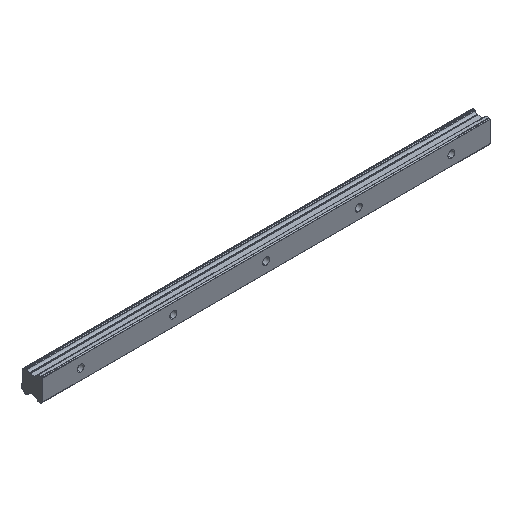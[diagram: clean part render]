
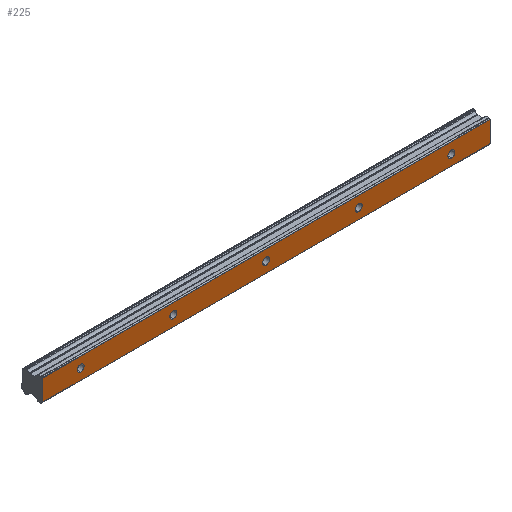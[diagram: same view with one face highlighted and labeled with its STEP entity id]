
A CAD part, isometric view. The second image highlights one B-rep face of the part: STEP entity #225.
In plain terms, the highlighted planar face has unit normal (0, -1, 0).
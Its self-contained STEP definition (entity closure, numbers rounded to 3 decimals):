
#1 = VERTEX_POINT ( 'NONE', #1221 ) ;
#11 = CARTESIAN_POINT ( 'NONE',  ( 180., 0., 0. ) ) ;
#46 = LINE ( 'NONE', #1886, #1973 ) ;
#56 = FACE_BOUND ( 'NONE', #623, .T. ) ;
#62 = EDGE_CURVE ( 'NONE', #529, #1107, #462, .T. ) ;
#65 = EDGE_CURVE ( 'NONE', #1, #1394, #2173, .T. ) ;
#66 = VERTEX_POINT ( 'NONE', #153 ) ;
#73 = FACE_BOUND ( 'NONE', #1184, .T. ) ;
#96 = CARTESIAN_POINT ( 'NONE',  ( 180., 0., 2.25 ) ) ;
#133 = EDGE_CURVE ( 'NONE', #1049, #1124, #1398, .T. ) ;
#153 = CARTESIAN_POINT ( 'NONE',  ( -25., 0., 6.786 ) ) ;
#154 = DIRECTION ( 'NONE',  ( 0., -1., 0. ) ) ;
#166 = ORIENTED_EDGE ( 'NONE', *, *, #205, .F. ) ;
#171 = ORIENTED_EDGE ( 'NONE', *, *, #882, .F. ) ;
#205 = EDGE_CURVE ( 'NONE', #1394, #66, #46, .T. ) ;
#211 = FACE_BOUND ( 'NONE', #487, .T. ) ;
#225 = ADVANCED_FACE ( 'NONE', ( #1296, #1333, #211, #73, #788, #56 ), #1517, .F. ) ;
#237 = CARTESIAN_POINT ( 'NONE',  ( 0., 0., 2.25 ) ) ;
#246 = DIRECTION ( 'NONE',  ( 0., 0., 1. ) ) ;
#259 = CIRCLE ( 'NONE', #1927, 2.25 ) ;
#271 = ORIENTED_EDGE ( 'NONE', *, *, #1818, .F. ) ;
#289 = CARTESIAN_POINT ( 'NONE',  ( 180., 0., -2.25 ) ) ;
#300 = DIRECTION ( 'NONE',  ( 0., -1., 0. ) ) ;
#335 = CARTESIAN_POINT ( 'NONE',  ( 120., 0., 0. ) ) ;
#343 = CARTESIAN_POINT ( 'NONE',  ( 240., 0., 0. ) ) ;
#399 = DIRECTION ( 'NONE',  ( 0., 0., 1. ) ) ;
#462 = CIRCLE ( 'NONE', #794, 2.25 ) ;
#487 = EDGE_LOOP ( 'NONE', ( #2298, #1535 ) ) ;
#502 = ORIENTED_EDGE ( 'NONE', *, *, #601, .F. ) ;
#506 = CARTESIAN_POINT ( 'NONE',  ( 120., 0., -2.25 ) ) ;
#529 = VERTEX_POINT ( 'NONE', #96 ) ;
#530 = CARTESIAN_POINT ( 'NONE',  ( 120., 0., 0. ) ) ;
#532 = VERTEX_POINT ( 'NONE', #506 ) ;
#580 = DIRECTION ( 'NONE',  ( 0., -1., 0. ) ) ;
#601 = EDGE_CURVE ( 'NONE', #1026, #1643, #645, .T. ) ;
#607 = DIRECTION ( 'NONE',  ( 0., 0., 1. ) ) ;
#609 = ORIENTED_EDGE ( 'NONE', *, *, #950, .F. ) ;
#621 = CARTESIAN_POINT ( 'NONE',  ( 240., 0., -2.25 ) ) ;
#623 = EDGE_LOOP ( 'NONE', ( #609, #502 ) ) ;
#635 = CIRCLE ( 'NONE', #777, 2.25 ) ;
#639 = VECTOR ( 'NONE', #1048, 1000. ) ;
#644 = CARTESIAN_POINT ( 'NONE',  ( 265., 0., 6.786 ) ) ;
#645 = CIRCLE ( 'NONE', #1967, 2.25 ) ;
#667 = CIRCLE ( 'NONE', #1843, 2.25 ) ;
#669 = VECTOR ( 'NONE', #1910, 1000. ) ;
#676 = CARTESIAN_POINT ( 'NONE',  ( 60., 0., 2.25 ) ) ;
#704 = CIRCLE ( 'NONE', #2073, 2.25 ) ;
#717 = DIRECTION ( 'NONE',  ( 0., -1., 0. ) ) ;
#755 = ORIENTED_EDGE ( 'NONE', *, *, #1301, .F. ) ;
#771 = LINE ( 'NONE', #985, #669 ) ;
#777 = AXIS2_PLACEMENT_3D ( 'NONE', #1468, #2042, #1285 ) ;
#788 = FACE_BOUND ( 'NONE', #1295, .T. ) ;
#794 = AXIS2_PLACEMENT_3D ( 'NONE', #11, #1786, #2162 ) ;
#800 = ORIENTED_EDGE ( 'NONE', *, *, #2156, .F. ) ;
#837 = CARTESIAN_POINT ( 'NONE',  ( 180., 0., 0. ) ) ;
#850 = CIRCLE ( 'NONE', #1849, 2.25 ) ;
#877 = DIRECTION ( 'NONE',  ( 0., 0., 1. ) ) ;
#882 = EDGE_CURVE ( 'NONE', #66, #1599, #1227, .T. ) ;
#950 = EDGE_CURVE ( 'NONE', #1643, #1026, #259, .T. ) ;
#967 = CIRCLE ( 'NONE', #1074, 2.25 ) ;
#985 = CARTESIAN_POINT ( 'NONE',  ( 265., 0., 6.786 ) ) ;
#1017 = ORIENTED_EDGE ( 'NONE', *, *, #62, .F. ) ;
#1026 = VERTEX_POINT ( 'NONE', #2013 ) ;
#1035 = EDGE_CURVE ( 'NONE', #1789, #1053, #704, .T. ) ;
#1048 = DIRECTION ( 'NONE',  ( 1., 0., 0. ) ) ;
#1049 = VERTEX_POINT ( 'NONE', #621 ) ;
#1053 = VERTEX_POINT ( 'NONE', #1734 ) ;
#1074 = AXIS2_PLACEMENT_3D ( 'NONE', #1712, #300, #1339 ) ;
#1101 = EDGE_CURVE ( 'NONE', #1124, #1049, #967, .T. ) ;
#1107 = VERTEX_POINT ( 'NONE', #289 ) ;
#1124 = VERTEX_POINT ( 'NONE', #1161 ) ;
#1141 = EDGE_CURVE ( 'NONE', #1107, #529, #667, .T. ) ;
#1146 = CARTESIAN_POINT ( 'NONE',  ( 0., 0., 0. ) ) ;
#1161 = CARTESIAN_POINT ( 'NONE',  ( 240., 0., 2.25 ) ) ;
#1170 = DIRECTION ( 'NONE',  ( 0., 0., 1. ) ) ;
#1184 = EDGE_LOOP ( 'NONE', ( #1017, #1851 ) ) ;
#1189 = AXIS2_PLACEMENT_3D ( 'NONE', #335, #1790, #1777 ) ;
#1221 = CARTESIAN_POINT ( 'NONE',  ( 265., 0., -6.786 ) ) ;
#1227 = LINE ( 'NONE', #1613, #639 ) ;
#1254 = DIRECTION ( 'NONE',  ( 0., 0., 1. ) ) ;
#1285 = DIRECTION ( 'NONE',  ( 0., 0., 1. ) ) ;
#1295 = EDGE_LOOP ( 'NONE', ( #800, #755 ) ) ;
#1296 = FACE_OUTER_BOUND ( 'NONE', #1558, .T. ) ;
#1301 = EDGE_CURVE ( 'NONE', #532, #2117, #1811, .T. ) ;
#1333 = FACE_BOUND ( 'NONE', #2313, .T. ) ;
#1339 = DIRECTION ( 'NONE',  ( 0., 0., 1. ) ) ;
#1394 = VERTEX_POINT ( 'NONE', #2045 ) ;
#1398 = CIRCLE ( 'NONE', #1972, 2.25 ) ;
#1440 = ORIENTED_EDGE ( 'NONE', *, *, #1035, .F. ) ;
#1468 = CARTESIAN_POINT ( 'NONE',  ( 0., 0., 0. ) ) ;
#1517 = PLANE ( 'NONE',  #2271 ) ;
#1535 = ORIENTED_EDGE ( 'NONE', *, *, #133, .F. ) ;
#1558 = EDGE_LOOP ( 'NONE', ( #1667, #1875, #171, #166 ) ) ;
#1562 = DIRECTION ( 'NONE',  ( 0., -1., 0. ) ) ;
#1585 = CARTESIAN_POINT ( 'NONE',  ( 60., 0., 0. ) ) ;
#1597 = DIRECTION ( 'NONE',  ( 0., 0., 1. ) ) ;
#1599 = VERTEX_POINT ( 'NONE', #644 ) ;
#1613 = CARTESIAN_POINT ( 'NONE',  ( 265., 0., 6.786 ) ) ;
#1629 = VECTOR ( 'NONE', #1644, 1000. ) ;
#1643 = VERTEX_POINT ( 'NONE', #676 ) ;
#1644 = DIRECTION ( 'NONE',  ( -1., 0., 0. ) ) ;
#1648 = DIRECTION ( 'NONE',  ( 0., -1., 0. ) ) ;
#1665 = DIRECTION ( 'NONE',  ( 0., -1., 0. ) ) ;
#1667 = ORIENTED_EDGE ( 'NONE', *, *, #65, .F. ) ;
#1677 = CARTESIAN_POINT ( 'NONE',  ( 60., 0., 0. ) ) ;
#1712 = CARTESIAN_POINT ( 'NONE',  ( 240., 0., 0. ) ) ;
#1734 = CARTESIAN_POINT ( 'NONE',  ( 0., 0., -2.25 ) ) ;
#1777 = DIRECTION ( 'NONE',  ( 0., 0., 1. ) ) ;
#1786 = DIRECTION ( 'NONE',  ( 0., -1., 0. ) ) ;
#1789 = VERTEX_POINT ( 'NONE', #237 ) ;
#1790 = DIRECTION ( 'NONE',  ( 0., -1., 0. ) ) ;
#1811 = CIRCLE ( 'NONE', #1189, 2.25 ) ;
#1818 = EDGE_CURVE ( 'NONE', #1053, #1789, #635, .T. ) ;
#1838 = CARTESIAN_POINT ( 'NONE',  ( 265., 0., 6.786 ) ) ;
#1843 = AXIS2_PLACEMENT_3D ( 'NONE', #837, #1562, #2285 ) ;
#1849 = AXIS2_PLACEMENT_3D ( 'NONE', #530, #580, #1254 ) ;
#1851 = ORIENTED_EDGE ( 'NONE', *, *, #1141, .F. ) ;
#1875 = ORIENTED_EDGE ( 'NONE', *, *, #1897, .F. ) ;
#1886 = CARTESIAN_POINT ( 'NONE',  ( -25., 0., 6.786 ) ) ;
#1897 = EDGE_CURVE ( 'NONE', #1599, #1, #771, .T. ) ;
#1910 = DIRECTION ( 'NONE',  ( 0., 0., -1. ) ) ;
#1927 = AXIS2_PLACEMENT_3D ( 'NONE', #1677, #1648, #399 ) ;
#1967 = AXIS2_PLACEMENT_3D ( 'NONE', #1585, #154, #1597 ) ;
#1972 = AXIS2_PLACEMENT_3D ( 'NONE', #343, #717, #877 ) ;
#1973 = VECTOR ( 'NONE', #246, 1000. ) ;
#2013 = CARTESIAN_POINT ( 'NONE',  ( 60., 0., -2.25 ) ) ;
#2042 = DIRECTION ( 'NONE',  ( 0., -1., 0. ) ) ;
#2045 = CARTESIAN_POINT ( 'NONE',  ( -25., 0., -6.786 ) ) ;
#2060 = DIRECTION ( 'NONE',  ( 0., 1., 0. ) ) ;
#2073 = AXIS2_PLACEMENT_3D ( 'NONE', #1146, #1665, #1170 ) ;
#2101 = CARTESIAN_POINT ( 'NONE',  ( 120., 0., 2.25 ) ) ;
#2117 = VERTEX_POINT ( 'NONE', #2101 ) ;
#2149 = CARTESIAN_POINT ( 'NONE',  ( 265., 0., -6.786 ) ) ;
#2156 = EDGE_CURVE ( 'NONE', #2117, #532, #850, .T. ) ;
#2162 = DIRECTION ( 'NONE',  ( 0., 0., 1. ) ) ;
#2173 = LINE ( 'NONE', #2149, #1629 ) ;
#2271 = AXIS2_PLACEMENT_3D ( 'NONE', #1838, #2060, #607 ) ;
#2285 = DIRECTION ( 'NONE',  ( 0., 0., 1. ) ) ;
#2298 = ORIENTED_EDGE ( 'NONE', *, *, #1101, .F. ) ;
#2313 = EDGE_LOOP ( 'NONE', ( #1440, #271 ) ) ;
